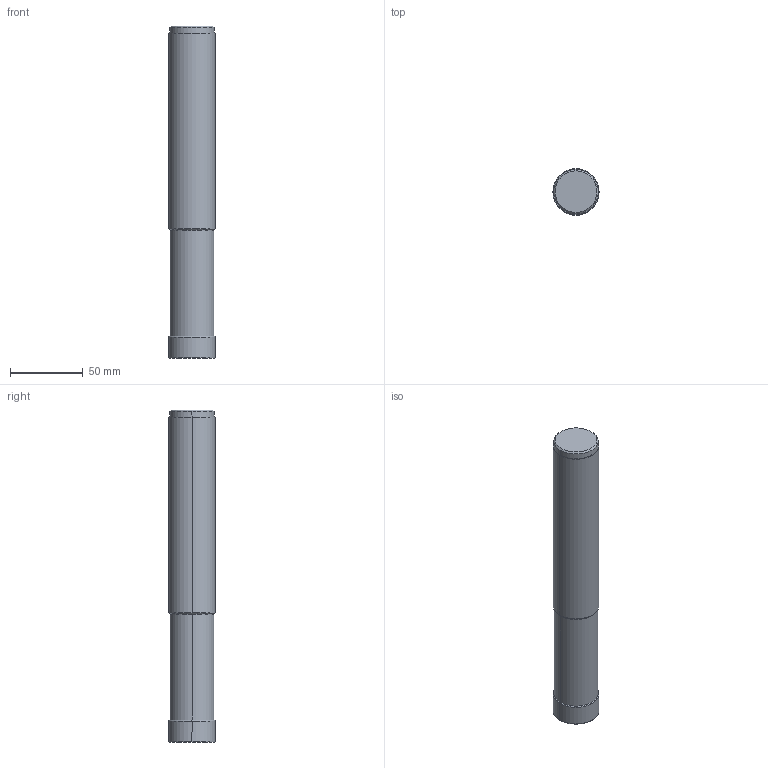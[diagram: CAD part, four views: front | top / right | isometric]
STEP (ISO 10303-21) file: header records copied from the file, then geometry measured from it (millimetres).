
FILE_DESCRIPTION(/* description */ (''),/* implementation_level */ '2;1');
FILE_NAME(/* name */ 'AQXUR202SA20L_IR0_016.stp',/* time_stamp */ '2021-09-08T11:42:24+09:00',/* author */ (''),/* organization */ (''),/* preprocessor_version */ 'ST-DEVELOPER v16',/* originating_system */ 'SIEMENS PLM Software NX 10.0',/* authorisation */ '');
FILE_SCHEMA (('AUTOMOTIVE_DESIGN { 1 0 10303 214 3 1 1 1 }'));
Length unit declared in the file: millimetre
Products named in the file (1): AQXUR202SA20L_IR0_016_ASM
Bounding box: 31.75 x 31.75 x 228.6 mm (x, y, z)
Volume: 183731.2 mm3; surface area: 26641.8 mm2
Topology: 2 solids, 2 shells, 24 faces, 58 edges, 46 vertices
Faces by surface type: cylinder 8, cone 6, torus 6, plane 4
Entity records: 845 total; most frequent: DIRECTION 164, CARTESIAN_POINT 125, ORIENTED_EDGE 100, AXIS2_PLACEMENT_3D 73, EDGE_CURVE 50, CIRCLE 38, VERTEX_POINT 31, EDGE_LOOP 25
